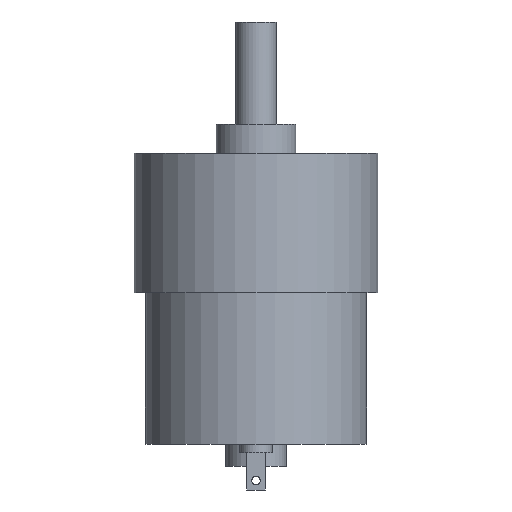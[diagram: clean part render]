
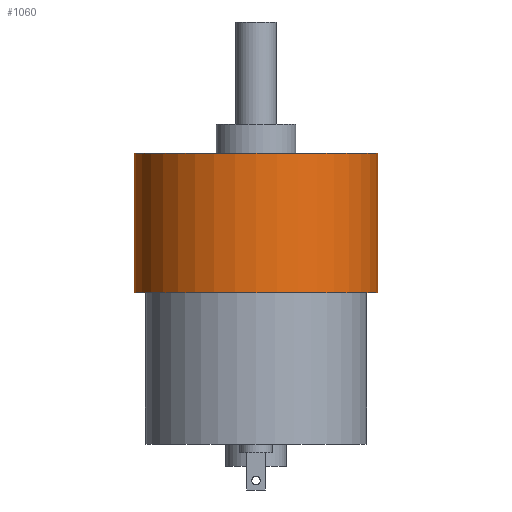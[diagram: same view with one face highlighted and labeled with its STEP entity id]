
A CAD part, front view. The second image highlights one B-rep face of the part: STEP entity #1060.
In plain terms, the highlighted cylindrical face has radius 18.161 mm (diameter 36.322 mm), a partial arc.
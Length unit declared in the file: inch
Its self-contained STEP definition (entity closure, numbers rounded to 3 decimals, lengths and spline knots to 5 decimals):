
#82 = ORIENTED_EDGE ( 'NONE', *, *, #1098, .T. ) ;
#88 = CARTESIAN_POINT ( 'NONE',  ( -0.715, 0., 0.82 ) ) ;
#133 = DIRECTION ( 'NONE',  ( 1., 0., 0. ) ) ;
#275 = DIRECTION ( 'NONE',  ( 0., 0., -1. ) ) ;
#402 = CARTESIAN_POINT ( 'NONE',  ( -0.715, 0., 0. ) ) ;
#423 = DIRECTION ( 'NONE',  ( -1., 0., 0. ) ) ;
#497 = DIRECTION ( 'NONE',  ( 0., 0., -1. ) ) ;
#522 = VERTEX_POINT ( 'NONE', #1610 ) ;
#550 = CYLINDRICAL_SURFACE ( 'NONE', #581, 0.715 ) ;
#573 = DIRECTION ( 'NONE',  ( 0., 0., 1. ) ) ;
#581 = AXIS2_PLACEMENT_3D ( 'NONE', #1428, #275, #423 ) ;
#584 = ORIENTED_EDGE ( 'NONE', *, *, #1196, .F. ) ;
#703 = VERTEX_POINT ( 'NONE', #402 ) ;
#760 = VECTOR ( 'NONE', #497, 39.37008 ) ;
#892 = AXIS2_PLACEMENT_3D ( 'NONE', #1874, #988, #133 ) ;
#899 = DIRECTION ( 'NONE',  ( 0., 0., -1. ) ) ;
#900 = AXIS2_PLACEMENT_3D ( 'NONE', #1451, #573, #1604 ) ;
#921 = ORIENTED_EDGE ( 'NONE', *, *, #1681, .F. ) ;
#977 = FACE_OUTER_BOUND ( 'NONE', #1280, .T. ) ;
#988 = DIRECTION ( 'NONE',  ( 0., 0., 1. ) ) ;
#1039 = CIRCLE ( 'NONE', #892, 0.715 ) ;
#1060 = ADVANCED_FACE ( 'NONE', ( #977 ), #550, .T. ) ;
#1098 = EDGE_CURVE ( 'NONE', #703, #522, #1236, .T. ) ;
#1122 = VECTOR ( 'NONE', #899, 39.37008 ) ;
#1150 = LINE ( 'NONE', #1659, #760 ) ;
#1155 = VERTEX_POINT ( 'NONE', #88 ) ;
#1196 = EDGE_CURVE ( 'NONE', #1155, #1795, #1039, .T. ) ;
#1236 = CIRCLE ( 'NONE', #900, 0.715 ) ;
#1280 = EDGE_LOOP ( 'NONE', ( #921, #584, #1830, #82 ) ) ;
#1324 = EDGE_CURVE ( 'NONE', #1155, #703, #1150, .T. ) ;
#1343 = CARTESIAN_POINT ( 'NONE',  ( 0.715, 0., 0.82 ) ) ;
#1428 = CARTESIAN_POINT ( 'NONE',  ( 0., 0., 0.82 ) ) ;
#1451 = CARTESIAN_POINT ( 'NONE',  ( 0., 0., 0. ) ) ;
#1514 = LINE ( 'NONE', #1343, #1122 ) ;
#1572 = CARTESIAN_POINT ( 'NONE',  ( 0.715, 0., 0.82 ) ) ;
#1604 = DIRECTION ( 'NONE',  ( 1., 0., 0. ) ) ;
#1610 = CARTESIAN_POINT ( 'NONE',  ( 0.715, 0., 0. ) ) ;
#1659 = CARTESIAN_POINT ( 'NONE',  ( -0.715, 0., 0.82 ) ) ;
#1681 = EDGE_CURVE ( 'NONE', #1795, #522, #1514, .T. ) ;
#1795 = VERTEX_POINT ( 'NONE', #1572 ) ;
#1830 = ORIENTED_EDGE ( 'NONE', *, *, #1324, .T. ) ;
#1874 = CARTESIAN_POINT ( 'NONE',  ( 0., 0., 0.82 ) ) ;
